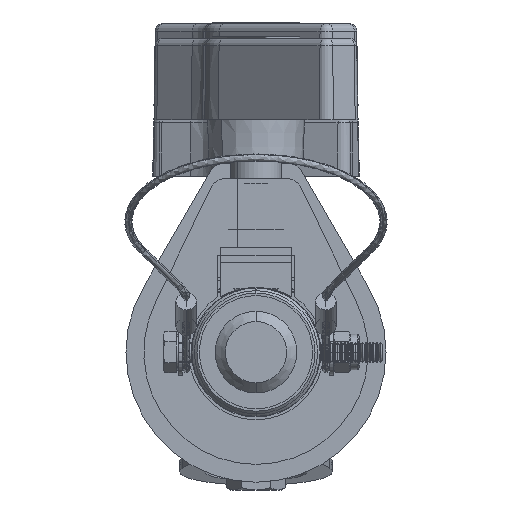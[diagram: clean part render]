
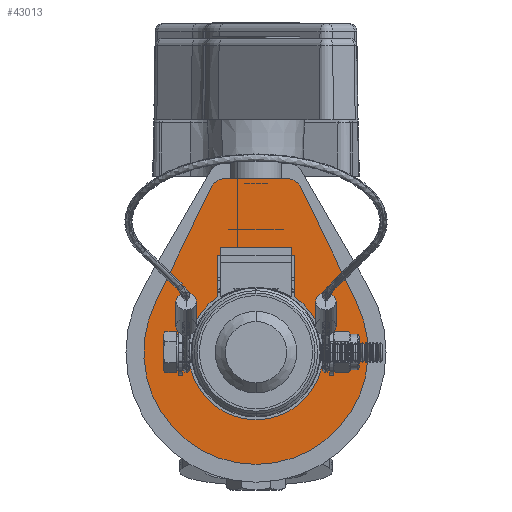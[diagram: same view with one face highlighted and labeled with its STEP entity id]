
A CAD part, front view. The second image highlights one B-rep face of the part: STEP entity #43013.
In plain terms, the highlighted face is planar.
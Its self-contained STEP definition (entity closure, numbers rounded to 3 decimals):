
#1422 = VECTOR ( 'NONE', #83918, 1000. ) ;
#2499 = CARTESIAN_POINT ( 'NONE',  ( -19.807, 35., 9.575 ) ) ;
#3376 = CARTESIAN_POINT ( 'NONE',  ( 7.5, 35., 10.923 ) ) ;
#3653 = LINE ( 'NONE', #89446, #1422 ) ;
#5124 = CARTESIAN_POINT ( 'NONE',  ( -7.5, 35., 10.923 ) ) ;
#6529 = ORIENTED_EDGE ( 'NONE', *, *, #87637, .T. ) ;
#6880 = VERTEX_POINT ( 'NONE', #90782 ) ;
#7373 = DIRECTION ( 'NONE',  ( 0., 0., 1. ) ) ;
#7558 = EDGE_LOOP ( 'NONE', ( #6529, #62123, #41931, #46004, #77927, #47881, #86536 ) ) ;
#8911 = CIRCLE ( 'NONE', #21511, 13.25 ) ;
#8976 = CIRCLE ( 'NONE', #83005, 22. ) ;
#9178 = DIRECTION ( 'NONE',  ( 0., 1., 0. ) ) ;
#9361 = ORIENTED_EDGE ( 'NONE', *, *, #40404, .F. ) ;
#9761 = AXIS2_PLACEMENT_3D ( 'NONE', #65317, #9178, #51450 ) ;
#11255 = VERTEX_POINT ( 'NONE', #5124 ) ;
#11778 = DIRECTION ( 'NONE',  ( 0., 1., 0. ) ) ;
#12917 = ORIENTED_EDGE ( 'NONE', *, *, #70167, .F. ) ;
#14140 = AXIS2_PLACEMENT_3D ( 'NONE', #87524, #53282, #38808 ) ;
#14267 = VERTEX_POINT ( 'NONE', #26574 ) ;
#14321 = VECTOR ( 'NONE', #38240, 1000. ) ;
#15479 = LINE ( 'NONE', #17536, #14321 ) ;
#17536 = CARTESIAN_POINT ( 'NONE',  ( -7.5, 35., 10.923 ) ) ;
#17648 = CARTESIAN_POINT ( 'NONE',  ( 0., 35., 0. ) ) ;
#21511 = AXIS2_PLACEMENT_3D ( 'NONE', #63464, #90635, #48383 ) ;
#23055 = VERTEX_POINT ( 'NONE', #51463 ) ;
#23162 = CARTESIAN_POINT ( 'NONE',  ( -6.118, 35., 31. ) ) ;
#24261 = CARTESIAN_POINT ( 'NONE',  ( 6.118, 35., 34. ) ) ;
#25758 = VERTEX_POINT ( 'NONE', #85921 ) ;
#26518 = VECTOR ( 'NONE', #59834, 1000. ) ;
#26574 = CARTESIAN_POINT ( 'NONE',  ( 7.5, 35., 19. ) ) ;
#27194 = VERTEX_POINT ( 'NONE', #66027 ) ;
#30588 = DIRECTION ( 'NONE',  ( 0., 1., 0. ) ) ;
#30687 = CIRCLE ( 'NONE', #14140, 22. ) ;
#32821 = VERTEX_POINT ( 'NONE', #2499 ) ;
#33807 = VERTEX_POINT ( 'NONE', #71030 ) ;
#34891 = VECTOR ( 'NONE', #43618, 1000. ) ;
#37105 = LINE ( 'NONE', #79418, #34891 ) ;
#37909 = AXIS2_PLACEMENT_3D ( 'NONE', #43765, #50886, #7373 ) ;
#37936 = VERTEX_POINT ( 'NONE', #91336 ) ;
#37995 = FACE_BOUND ( 'NONE', #52741, .T. ) ;
#38240 = DIRECTION ( 'NONE',  ( 0., 0., 1. ) ) ;
#38808 = DIRECTION ( 'NONE',  ( 0., 0., 1. ) ) ;
#39836 = DIRECTION ( 'NONE',  ( 0., 1., 0. ) ) ;
#40404 = EDGE_CURVE ( 'NONE', #59592, #11255, #90044, .T. ) ;
#40781 = CARTESIAN_POINT ( 'NONE',  ( 0., 35., 0. ) ) ;
#41931 = ORIENTED_EDGE ( 'NONE', *, *, #54064, .T. ) ;
#43013 = ADVANCED_FACE ( 'NONE', ( #44616, #37995 ), #57664, .T. ) ;
#43567 = ORIENTED_EDGE ( 'NONE', *, *, #47120, .F. ) ;
#43618 = DIRECTION ( 'NONE',  ( 0.435, 0., 0.9 ) ) ;
#43765 = CARTESIAN_POINT ( 'NONE',  ( 0., 35., 0. ) ) ;
#44128 = DIRECTION ( 'NONE',  ( 0., 0., 1. ) ) ;
#44244 = AXIS2_PLACEMENT_3D ( 'NONE', #23162, #30588, #44128 ) ;
#44514 = EDGE_CURVE ( 'NONE', #23055, #14267, #3653, .T. ) ;
#44616 = FACE_OUTER_BOUND ( 'NONE', #7558, .T. ) ;
#44643 = CARTESIAN_POINT ( 'NONE',  ( -6.118, 35., 34. ) ) ;
#45255 = LINE ( 'NONE', #3376, #26518 ) ;
#46004 = ORIENTED_EDGE ( 'NONE', *, *, #81387, .T. ) ;
#47120 = EDGE_CURVE ( 'NONE', #27194, #59592, #8911, .T. ) ;
#47881 = ORIENTED_EDGE ( 'NONE', *, *, #67936, .T. ) ;
#48383 = DIRECTION ( 'NONE',  ( 0., 0., 1. ) ) ;
#50886 = DIRECTION ( 'NONE',  ( 0., 1., 0. ) ) ;
#51450 = DIRECTION ( 'NONE',  ( 0., 0., 1. ) ) ;
#51463 = CARTESIAN_POINT ( 'NONE',  ( -7.5, 35., 19. ) ) ;
#51658 = EDGE_CURVE ( 'NONE', #6880, #25758, #69706, .T. ) ;
#52741 = EDGE_LOOP ( 'NONE', ( #65456, #9361, #43567, #12917, #58391 ) ) ;
#53282 = DIRECTION ( 'NONE',  ( 0., 1., 0. ) ) ;
#54024 = CARTESIAN_POINT ( 'NONE',  ( 8., 35., 34. ) ) ;
#54064 = EDGE_CURVE ( 'NONE', #64918, #63462, #87119, .T. ) ;
#55211 = CARTESIAN_POINT ( 'NONE',  ( 0., 35., -13.25 ) ) ;
#55357 = EDGE_CURVE ( 'NONE', #37936, #64918, #62659, .T. ) ;
#57664 = PLANE ( 'NONE',  #37909 ) ;
#58391 = ORIENTED_EDGE ( 'NONE', *, *, #44514, .F. ) ;
#58451 = VECTOR ( 'NONE', #61968, 1000. ) ;
#59592 = VERTEX_POINT ( 'NONE', #55211 ) ;
#59834 = DIRECTION ( 'NONE',  ( 0., 0., -1. ) ) ;
#61091 = DIRECTION ( 'NONE',  ( 0.435, 0., -0.9 ) ) ;
#61968 = DIRECTION ( 'NONE',  ( 1., 0., 0. ) ) ;
#62123 = ORIENTED_EDGE ( 'NONE', *, *, #55357, .T. ) ;
#62261 = CARTESIAN_POINT ( 'NONE',  ( 8., 35., 34. ) ) ;
#62659 = CIRCLE ( 'NONE', #44244, 3. ) ;
#63462 = VERTEX_POINT ( 'NONE', #24261 ) ;
#63464 = CARTESIAN_POINT ( 'NONE',  ( 0., 35., 0. ) ) ;
#64918 = VERTEX_POINT ( 'NONE', #44643 ) ;
#65317 = CARTESIAN_POINT ( 'NONE',  ( 6.118, 35., 31. ) ) ;
#65456 = ORIENTED_EDGE ( 'NONE', *, *, #69302, .F. ) ;
#66027 = CARTESIAN_POINT ( 'NONE',  ( 7.5, 35., 10.923 ) ) ;
#67344 = AXIS2_PLACEMENT_3D ( 'NONE', #17648, #39836, #87964 ) ;
#67936 = EDGE_CURVE ( 'NONE', #25758, #33807, #8976, .T. ) ;
#69302 = EDGE_CURVE ( 'NONE', #11255, #23055, #15479, .T. ) ;
#69583 = CIRCLE ( 'NONE', #9761, 3. ) ;
#69706 = LINE ( 'NONE', #54024, #85102 ) ;
#70167 = EDGE_CURVE ( 'NONE', #14267, #27194, #45255, .T. ) ;
#71030 = CARTESIAN_POINT ( 'NONE',  ( 0., 35., -22. ) ) ;
#74057 = EDGE_CURVE ( 'NONE', #33807, #32821, #30687, .T. ) ;
#77927 = ORIENTED_EDGE ( 'NONE', *, *, #51658, .T. ) ;
#79418 = CARTESIAN_POINT ( 'NONE',  ( -8., 35., 34. ) ) ;
#81387 = EDGE_CURVE ( 'NONE', #63462, #6880, #69583, .T. ) ;
#83005 = AXIS2_PLACEMENT_3D ( 'NONE', #40781, #11778, #90104 ) ;
#83918 = DIRECTION ( 'NONE',  ( 1., 0., 0. ) ) ;
#85102 = VECTOR ( 'NONE', #61091, 1000. ) ;
#85921 = CARTESIAN_POINT ( 'NONE',  ( 19.807, 35., 9.575 ) ) ;
#86536 = ORIENTED_EDGE ( 'NONE', *, *, #74057, .T. ) ;
#87119 = LINE ( 'NONE', #62261, #58451 ) ;
#87524 = CARTESIAN_POINT ( 'NONE',  ( 0., 35., 0. ) ) ;
#87637 = EDGE_CURVE ( 'NONE', #32821, #37936, #37105, .T. ) ;
#87964 = DIRECTION ( 'NONE',  ( 0., 0., 1. ) ) ;
#89446 = CARTESIAN_POINT ( 'NONE',  ( -7.5, 35., 19. ) ) ;
#90044 = CIRCLE ( 'NONE', #67344, 13.25 ) ;
#90104 = DIRECTION ( 'NONE',  ( 0., 0., 1. ) ) ;
#90635 = DIRECTION ( 'NONE',  ( 0., 1., 0. ) ) ;
#90782 = CARTESIAN_POINT ( 'NONE',  ( 8.819, 35., 32.306 ) ) ;
#91336 = CARTESIAN_POINT ( 'NONE',  ( -8.819, 35., 32.306 ) ) ;
